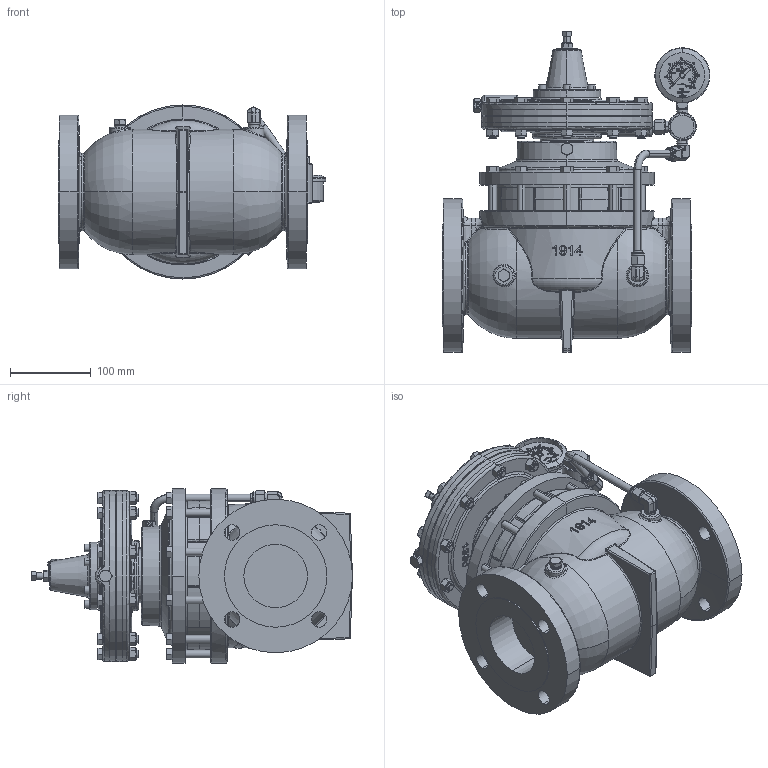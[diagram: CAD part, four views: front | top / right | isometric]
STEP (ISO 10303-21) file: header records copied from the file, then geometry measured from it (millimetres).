
FILE_DESCRIPTION (( 'STEP AP214' ), '1' );
FILE_NAME ('RLB3ARDF2S-AOHD.STEP', '2021-09-29T13:47:17', ( '' ), ( '' ), 'SwSTEP 2.0', 'SolidWorks 2019', '' );
FILE_SCHEMA (( 'AUTOMOTIVE_DESIGN' ));
Length unit declared in the file: inch
Products named in the file (1): RLB3ARDF2S-AOHD
Bounding box: 331.94 x 398 x 215.9 mm (x, y, z)
Volume: 9917799.9 mm3; surface area: 548606.7 mm2
Topology: 1 solids, 1 shells, 4730 faces, 12289 edges, 7658 vertices
Faces by surface type: plane 1943, bspline 1489, cylinder 504, cone 459, torus 204, sphere 131
Entity records: 229169 total; most frequent: CARTESIAN_POINT 80224, ORIENTED_EDGE 24288, DIRECTION 17217, EDGE_CURVE 12144, VERTEX_POINT 7656, LINE 5989, VECTOR 5989, AXIS2_PLACEMENT_3D 5614
